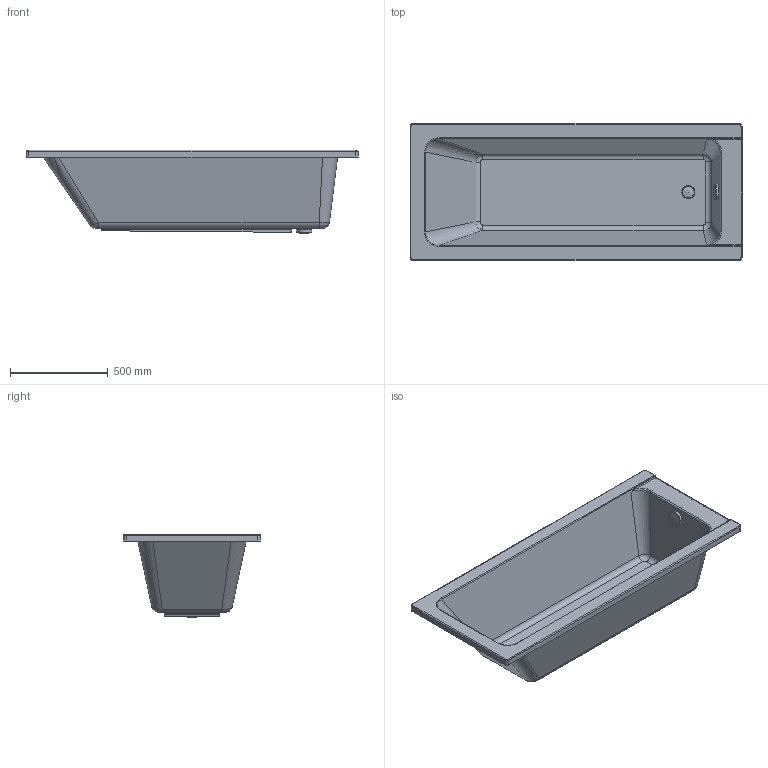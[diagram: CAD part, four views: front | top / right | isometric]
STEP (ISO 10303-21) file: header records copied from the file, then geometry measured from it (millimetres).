
FILE_DESCRIPTION((''),'2;1');
FILE_NAME('700098.stp','2010-12-11T19:37:23',('Andreas'),(''),'Autodesk Inventor 2009','Autodesk Inventor 2009','');
FILE_SCHEMA(('AUTOMOTIVE_DESIGN { 1 0 10303 214 1 1 1 1 }'));
Length unit declared in the file: millimetre
Products named in the file (5): 700098; Verschluss_Ueberlauf; Stopfen; Kelch
Assembly tree (4 placements, depth 2):
  700098
    700098
    Verschluss_Ueberlauf
    Stopfen
    Kelch
Bounding box: 1700 x 700 x 427.1 mm (x, y, z)
Volume: 28923220.1 mm3; surface area: 4797964.6 mm2
Topology: 5 solids, 5 shells, 161 faces, 377 edges, 227 vertices
Faces by surface type: cylinder 58, plane 47, bspline 37, torus 14, cone 3, sphere 2
Full cylindrical faces by diameter (mm): 20 x1, 25 x1, 42 x1, 44 x1, 52 x1, 60 x1, 75 x1, 79 x1, 79.999 x1
Entity records: 11693 total; most frequent: CARTESIAN_POINT 8151, ORIENTED_EDGE 694, DIRECTION 685, EDGE_CURVE 347, AXIS2_PLACEMENT_3D 269, VERTEX_POINT 222, EDGE_LOOP 193, FACE_OUTER_BOUND 161
